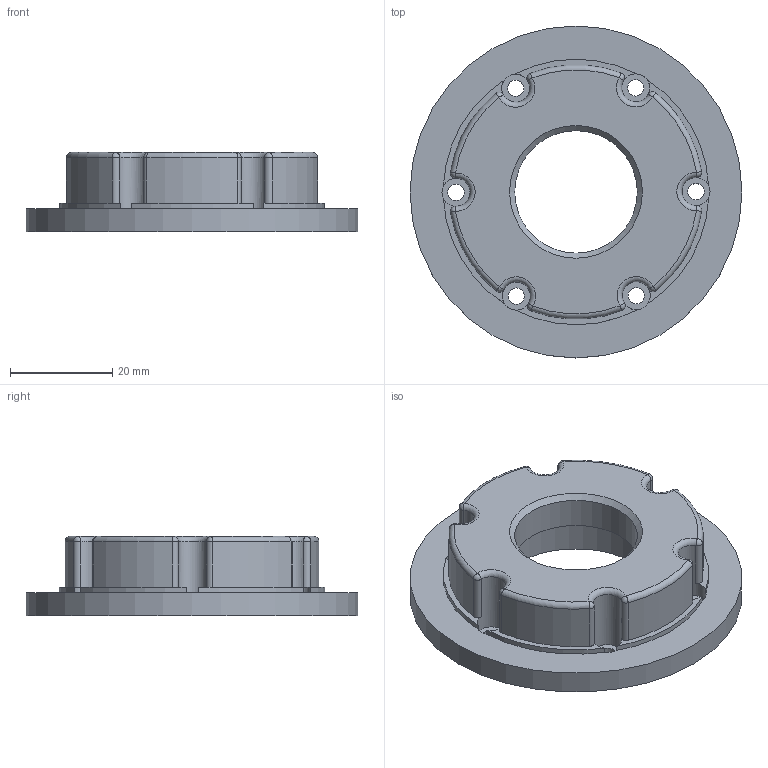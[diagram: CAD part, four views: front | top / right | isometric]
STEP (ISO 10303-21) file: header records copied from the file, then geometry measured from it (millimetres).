
FILE_DESCRIPTION(/* description */ (''),/* implementation_level */ '2;1');
FILE_NAME(/* name */ 'output top flange v1.step',/* time_stamp */ '2024-09-04T11:46:52+05:30',/* author */ (''),/* organization */ (''),/* preprocessor_version */ 'ST-DEVELOPER v20',/* originating_system */ 'Autodesk Translation Framework v13.14.0.145',/* authorisation */ '');
FILE_SCHEMA (('AUTOMOTIVE_DESIGN { 1 0 10303 214 3 1 1 }'));
Length unit declared in the file: millimetre
Products named in the file (1): output top flange
Bounding box: 65 x 65 x 15.5 mm (x, y, z)
Volume: 24755.2 mm3; surface area: 10239.8 mm2
Topology: 1 solids, 1 shells, 82 faces, 194 edges, 117 vertices
Faces by surface type: cylinder 40, plane 17, sphere 12, torus 12, cone 1
Full cylindrical faces by diameter (mm): 3.2 x6, 5.5 x6, 24 x1, 30 x1, 32.15 x1, 65 x1
Entity records: 2464 total; most frequent: DIRECTION 501, CARTESIAN_POINT 394, ORIENTED_EDGE 388, AXIS2_PLACEMENT_3D 224, EDGE_CURVE 194, CIRCLE 141, VERTEX_POINT 117, EDGE_LOOP 99
